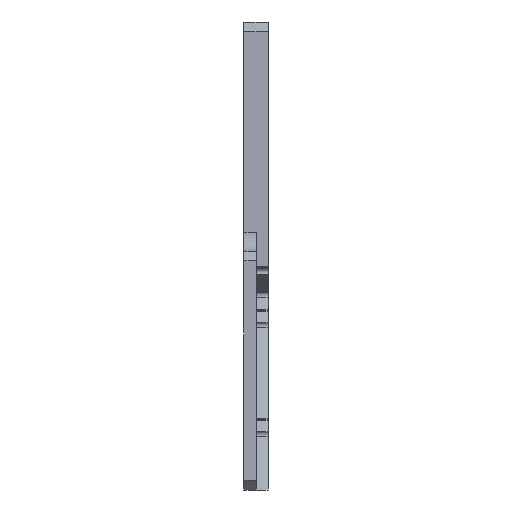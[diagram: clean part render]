
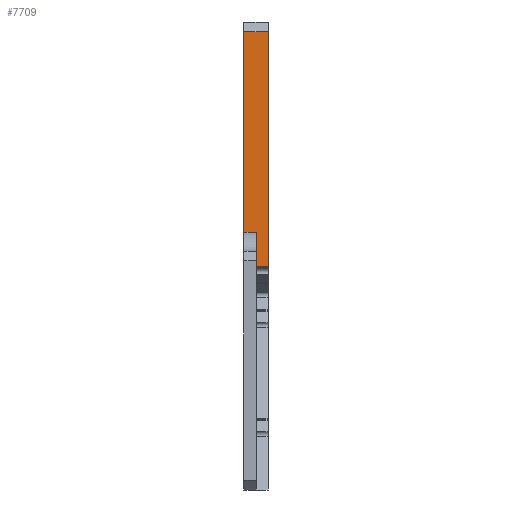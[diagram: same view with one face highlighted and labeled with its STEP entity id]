
A CAD part, front view. The second image highlights one B-rep face of the part: STEP entity #7709.
In plain terms, the highlighted planar face has unit normal (0, -1, 0).
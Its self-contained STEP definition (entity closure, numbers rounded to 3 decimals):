
#1257=FACE_OUTER_BOUND('',#1718,.T.);
#1718=EDGE_LOOP('',(#5284,#5285,#5286,#5287,#5288,#5289));
#2223=LINE('',#11687,#2667);
#2269=LINE('',#12029,#2713);
#2270=LINE('',#12032,#2714);
#2271=LINE('',#12034,#2715);
#2272=LINE('',#12036,#2716);
#2273=LINE('',#12037,#2717);
#2667=VECTOR('',#9156,10.);
#2713=VECTOR('',#9494,10.);
#2714=VECTOR('',#9497,10.);
#2715=VECTOR('',#9498,10.);
#2716=VECTOR('',#9499,10.);
#2717=VECTOR('',#9500,10.);
#3113=VERTEX_POINT('',#11684);
#3114=VERTEX_POINT('',#11686);
#3264=VERTEX_POINT('',#12027);
#3265=VERTEX_POINT('',#12031);
#3266=VERTEX_POINT('',#12033);
#3267=VERTEX_POINT('',#12035);
#3934=EDGE_CURVE('',#3113,#3114,#2223,.T.);
#4104=EDGE_CURVE('',#3264,#3113,#2269,.T.);
#4105=EDGE_CURVE('',#3265,#3264,#2270,.T.);
#4106=EDGE_CURVE('',#3266,#3265,#2271,.T.);
#4107=EDGE_CURVE('',#3267,#3266,#2272,.T.);
#4108=EDGE_CURVE('',#3114,#3267,#2273,.T.);
#5284=ORIENTED_EDGE('',*,*,#4104,.F.);
#5285=ORIENTED_EDGE('',*,*,#4105,.F.);
#5286=ORIENTED_EDGE('',*,*,#4106,.F.);
#5287=ORIENTED_EDGE('',*,*,#4107,.F.);
#5288=ORIENTED_EDGE('',*,*,#4108,.F.);
#5289=ORIENTED_EDGE('',*,*,#3934,.F.);
#7273=PLANE('',#8215);
#7709=ADVANCED_FACE('',(#1257),#7273,.T.);
#8215=AXIS2_PLACEMENT_3D('',#12030,#9495,#9496);
#9156=DIRECTION('',(0.,0.,1.));
#9494=DIRECTION('',(-1.,0.,0.));
#9495=DIRECTION('center_axis',(0.,-1.,0.));
#9496=DIRECTION('ref_axis',(0.,0.,1.));
#9497=DIRECTION('',(0.,0.,1.));
#9498=DIRECTION('',(-1.,0.,0.));
#9499=DIRECTION('',(0.,0.,-1.));
#9500=DIRECTION('',(1.,0.,0.));
#11684=CARTESIAN_POINT('',(-82.7,-187.5,-75.));
#11686=CARTESIAN_POINT('',(-82.7,-187.5,30.));
#11687=CARTESIAN_POINT('',(-82.7,-187.5,-85.));
#12027=CARTESIAN_POINT('',(-76.2,-187.5,-75.));
#12029=CARTESIAN_POINT('',(-70.,-187.5,-75.));
#12030=CARTESIAN_POINT('Origin',(-70.,-187.5,-85.));
#12031=CARTESIAN_POINT('',(-76.2,-187.5,-92.777));
#12032=CARTESIAN_POINT('',(-76.2,-187.5,-86.952));
#12033=CARTESIAN_POINT('',(-70.,-187.5,-92.777));
#12034=CARTESIAN_POINT('',(-70.,-187.5,-92.777));
#12035=CARTESIAN_POINT('',(-70.,-187.5,30.));
#12036=CARTESIAN_POINT('',(-70.,-187.5,-93.359));
#12037=CARTESIAN_POINT('',(-70.,-187.5,30.));
